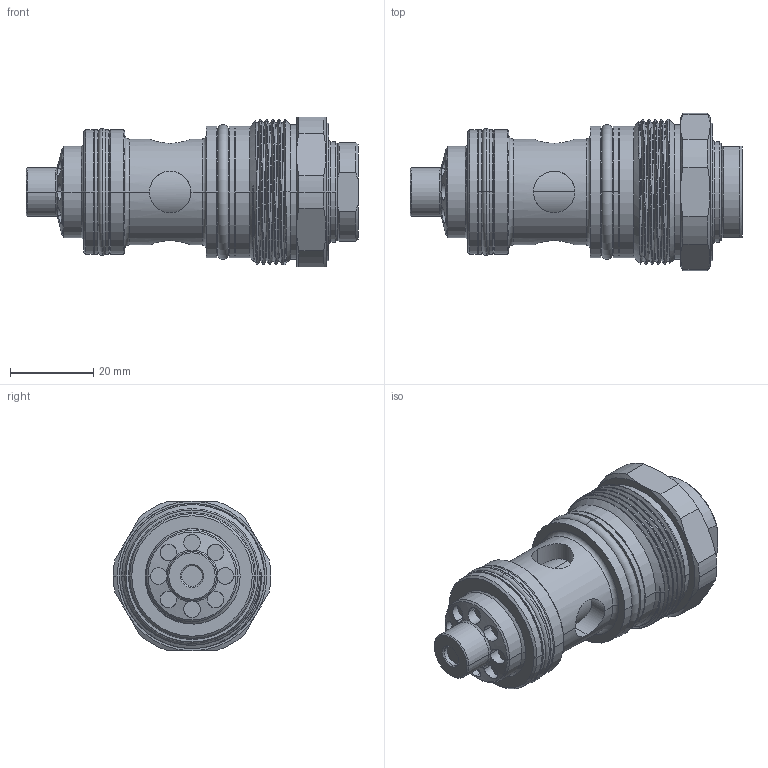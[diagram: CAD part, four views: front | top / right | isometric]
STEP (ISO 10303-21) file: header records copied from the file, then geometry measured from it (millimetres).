
FILE_DESCRIPTION (( 'STEP AP203' ), '1' );
FILE_NAME ('CV35MV21-N.STEP', '2020-04-15T06:55:39', ( '' ), ( '' ), 'SwSTEP 2.0', 'SolidWorks 2018', '' );
FILE_SCHEMA (( 'CONFIG_CONTROL_DESIGN' ));
Length unit declared in the file: millimetre
Products named in the file (1): CV35MV21-N
Bounding box: 79.9 x 37.9 x 36 mm (x, y, z)
Volume: 47777.4 mm3; surface area: 13279.6 mm2
Topology: 2 solids, 2 shells, 193 faces, 454 edges, 284 vertices
Faces by surface type: cylinder 86, cone 43, plane 38, torus 22, bspline 4
Entity records: 9448 total; most frequent: CARTESIAN_POINT 5033, DIRECTION 920, ORIENTED_EDGE 908, EDGE_CURVE 454, AXIS2_PLACEMENT_3D 397, VERTEX_POINT 284, EDGE_LOOP 214, CIRCLE 207
